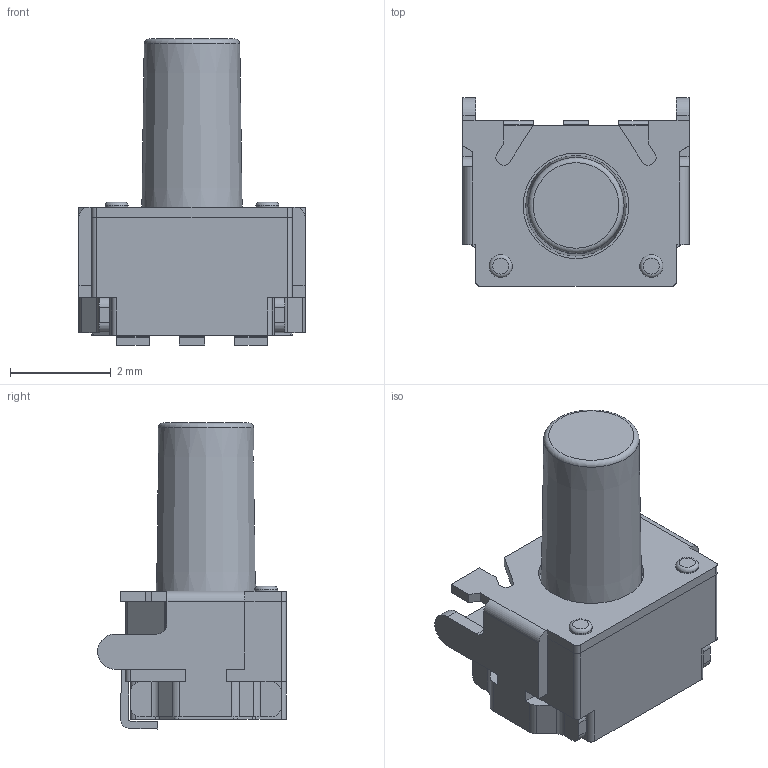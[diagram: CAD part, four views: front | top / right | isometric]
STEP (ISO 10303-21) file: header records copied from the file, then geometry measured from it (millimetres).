
FILE_DESCRIPTION(/* description */ (''),/* implementation_level */ '2;1');
FILE_NAME(/* name */ 'TL3340BFxxxQG.stp',/* time_stamp */ '2025-06-04T11:39:54-05:00',/* author */ ('mroman'),/* organization */ (''),/* preprocessor_version */ 'ST-DEVELOPER v18.1',/* originating_system */ 'Autodesk Inventor 2022',/* authorisation */ '');
FILE_SCHEMA (('AUTOMOTIVE_DESIGN { 1 0 10303 214 3 1 1 }'));
Length unit declared in the file: centimetre
Products named in the file (1): TL3340BFxxxQG
Bounding box: 4.5 x 3.75 x 6.09 mm (x, y, z)
Volume: 35.4 mm3; surface area: 144.1 mm2
Topology: 1 solids, 2 shells, 267 faces, 720 edges, 460 vertices
Faces by surface type: plane 146, cylinder 101, torus 11, sphere 8, cone 1
Full cylindrical faces by diameter (mm): 0.46 x2, 0.5 x3, 0.8 x1, 0.9 x1, 2.1 x1, 2.5 x1
Entity records: 8346 total; most frequent: DIRECTION 1479, CARTESIAN_POINT 1450, ORIENTED_EDGE 1424, EDGE_CURVE 712, AXIS2_PLACEMENT_3D 501, LINE 477, VECTOR 477, VERTEX_POINT 460
